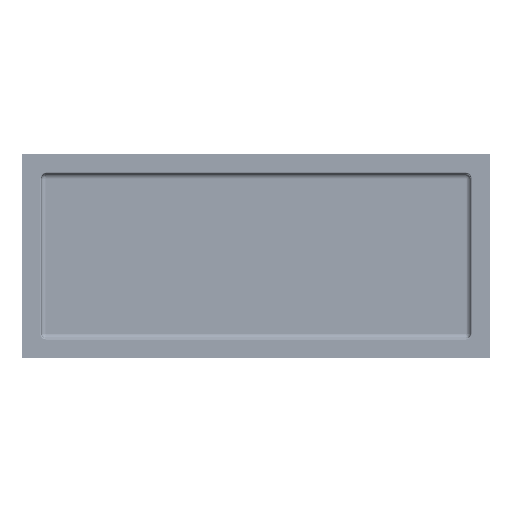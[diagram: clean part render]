
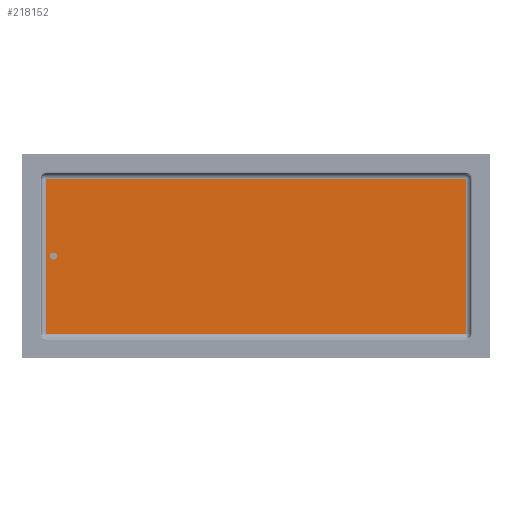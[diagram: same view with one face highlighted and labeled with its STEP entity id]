
A CAD part, top view. The second image highlights one B-rep face of the part: STEP entity #218152.
In plain terms, the highlighted planar face has unit normal (0, 0, 1).
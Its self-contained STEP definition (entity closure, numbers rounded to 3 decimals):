
#5111=FACE_BOUND('',#66469,.T.);
#8971=PLANE('',#230879);
#17852=LINE('',#324729,#36054);
#17853=LINE('',#324731,#36055);
#17854=LINE('',#324733,#36056);
#17855=LINE('',#324734,#36057);
#36054=VECTOR('',#259554,10.);
#36055=VECTOR('',#259555,10.);
#36056=VECTOR('',#259556,10.);
#36057=VECTOR('',#259557,10.);
#55339=FACE_OUTER_BOUND('',#66468,.T.);
#66468=EDGE_LOOP('',(#151887,#151888,#151889,#151890));
#66469=EDGE_LOOP('',(#151891,#151892));
#79758=CIRCLE('',#230880,11.);
#79759=CIRCLE('',#230881,11.);
#92587=VERTEX_POINT('',#324727);
#92588=VERTEX_POINT('',#324728);
#92589=VERTEX_POINT('',#324730);
#92590=VERTEX_POINT('',#324732);
#92591=VERTEX_POINT('',#324735);
#92592=VERTEX_POINT('',#324736);
#115528=EDGE_CURVE('',#92587,#92588,#17852,.T.);
#115529=EDGE_CURVE('',#92588,#92589,#17853,.T.);
#115530=EDGE_CURVE('',#92589,#92590,#17854,.T.);
#115531=EDGE_CURVE('',#92590,#92587,#17855,.T.);
#115532=EDGE_CURVE('',#92591,#92592,#79758,.T.);
#115533=EDGE_CURVE('',#92592,#92591,#79759,.T.);
#151887=ORIENTED_EDGE('',*,*,#115528,.T.);
#151888=ORIENTED_EDGE('',*,*,#115529,.T.);
#151889=ORIENTED_EDGE('',*,*,#115530,.T.);
#151890=ORIENTED_EDGE('',*,*,#115531,.T.);
#151891=ORIENTED_EDGE('',*,*,#115532,.T.);
#151892=ORIENTED_EDGE('',*,*,#115533,.T.);
#218152=ADVANCED_FACE('',(#55339,#5111),#8971,.F.);
#230879=AXIS2_PLACEMENT_3D('',#324726,#259552,#259553);
#230880=AXIS2_PLACEMENT_3D('',#324737,#259558,#259559);
#230881=AXIS2_PLACEMENT_3D('',#324738,#259560,#259561);
#259552=DIRECTION('center_axis',(0.,0.,
-1.));
#259553=DIRECTION('ref_axis',(-1.,0.,0.));
#259554=DIRECTION('',(0.,-1.,0.));
#259555=DIRECTION('',(1.,0.,0.));
#259556=DIRECTION('',(0.,1.,0.));
#259557=DIRECTION('',(-1.,0.,0.));
#259558=DIRECTION('center_axis',(0.,0.,
-1.));
#259559=DIRECTION('ref_axis',(1.,0.,0.));
#259560=DIRECTION('center_axis',(0.,0.,
-1.));
#259561=DIRECTION('ref_axis',(1.,0.,0.));
#324726=CARTESIAN_POINT('Origin',(0.,0.,
-103.5));
#324727=CARTESIAN_POINT('',(-650.,240.,-103.5));
#324728=CARTESIAN_POINT('',(-650.,-240.,-103.5));
#324729=CARTESIAN_POINT('',(-650.,-128.25,-103.5));
#324730=CARTESIAN_POINT('',(650.,-240.,-103.5));
#324731=CARTESIAN_POINT('',(333.25,-240.,-103.5));
#324732=CARTESIAN_POINT('',(650.,240.,-103.5));
#324733=CARTESIAN_POINT('',(650.,128.25,-103.5));
#324734=CARTESIAN_POINT('',(-333.25,240.,-103.5));
#324735=CARTESIAN_POINT('',(-616.5,0.,-103.5));
#324736=CARTESIAN_POINT('',(-638.5,0.,-103.5));
#324737=CARTESIAN_POINT('Origin',(-627.5,0.,-103.5));
#324738=CARTESIAN_POINT('Origin',(-627.5,0.,-103.5));
